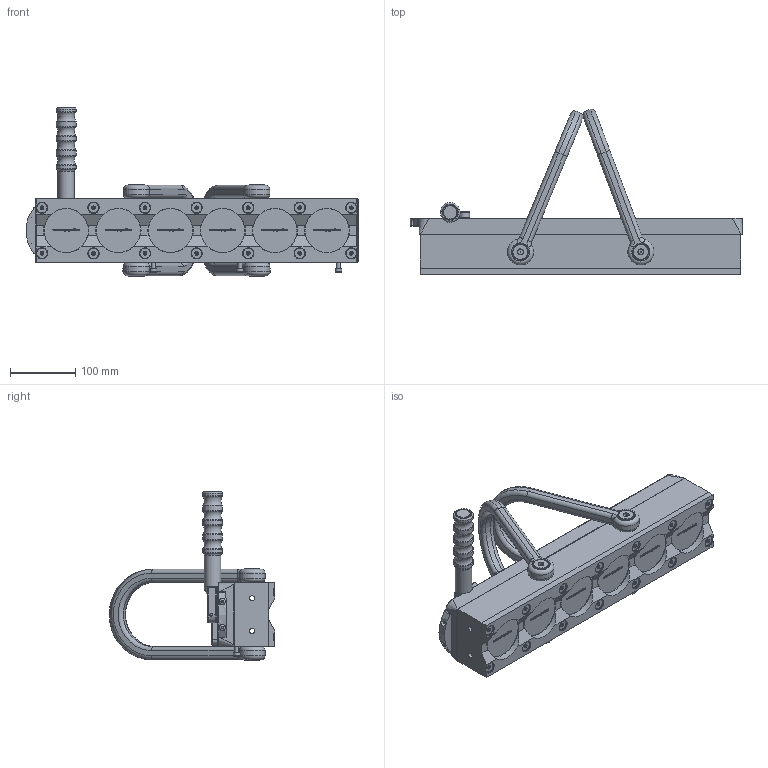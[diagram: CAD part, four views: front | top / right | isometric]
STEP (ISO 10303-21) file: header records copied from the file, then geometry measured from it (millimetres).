
FILE_DESCRIPTION(/* description */ (''),/* implementation_level */ '2;1');
FILE_NAME(/* name */ 'MS-8100482.stp',/* time_stamp */ '2013-12-11T11:32:18+01:00',/* author */ ('bs'),/* organization */ (''),/* preprocessor_version */ 'ST-DEVELOPER v15.2',/* originating_system */ 'Autodesk Inventor 2014',/* authorisation */ '');
FILE_SCHEMA (('AUTOMOTIVE_DESIGN { 1 0 10303 214 3 1 1 }'));
Products named in the file (1): MS-8100482
Bounding box: 510.26 x 254.52 x 260.09 mm (x, y, z)
Volume: 1768.3 mm3; surface area: 400505.6 mm2
Topology: 14 solids, 314 shells, 1578 faces, 9231 edges, 7789 vertices
Faces by surface type: plane 941, bspline 203, cylinder 198, cone 167, torus 67, sphere 2
Full cylindrical faces by diameter (mm): 3.2 x2, 4.2 x1, 6 x5, 8 x4, 9 x1, 10 x7, 13 x9, 16 x9, 17.3 x10, 20 x1, 22.225 x1, 23.812 x1, 25 x4, 25.4 x1, 30.163 x5, 68 x6
Entity records: 104598 total; most frequent: CARTESIAN_POINT 36424, DIRECTION 12121, ORIENTED_EDGE 11364, EDGE_CURVE 9054, VERTEX_POINT 7764, LINE 7249, VECTOR 7249, AXIS2_PLACEMENT_3D 2436
